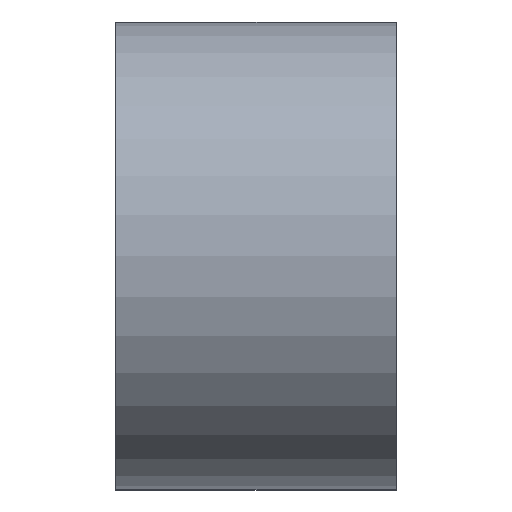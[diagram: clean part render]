
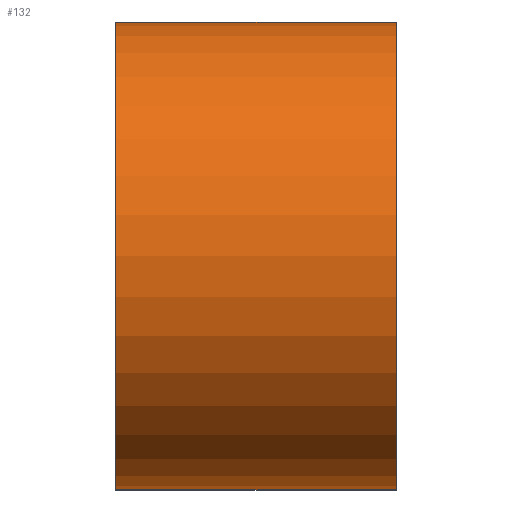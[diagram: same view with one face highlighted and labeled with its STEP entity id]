
A CAD part, left-side view. The second image highlights one B-rep face of the part: STEP entity #132.
In plain terms, the highlighted cylindrical face has radius 2.5 mm (diameter 5 mm), a partial arc.
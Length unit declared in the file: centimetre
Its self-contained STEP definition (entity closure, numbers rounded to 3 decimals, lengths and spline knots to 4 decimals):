
#15 = CARTESIAN_POINT ( 'NONE',  ( -1., 0.15, -0.25 ) ) ;
#23 = VECTOR ( 'NONE', #384, 100. ) ;
#28 = EDGE_CURVE ( 'NONE', #199, #366, #148, .T. ) ;
#40 = DIRECTION ( 'NONE',  ( 0., -1., 0. ) ) ;
#43 = CARTESIAN_POINT ( 'NONE',  ( -1., 0.15, -0.25 ) ) ;
#48 = VERTEX_POINT ( 'NONE', #340 ) ;
#74 = CARTESIAN_POINT ( 'NONE',  ( -1., 0.15, 0.25 ) ) ;
#77 = CARTESIAN_POINT ( 'NONE',  ( -1., -0.15, 0.25 ) ) ;
#88 = ORIENTED_EDGE ( 'NONE', *, *, #28, .F. ) ;
#97 = DIRECTION ( 'NONE',  ( 0., -1., 0. ) ) ;
#105 = VERTEX_POINT ( 'NONE', #43 ) ;
#132 = ADVANCED_FACE ( 'NONE', ( #133 ), #138, .T. ) ;
#133 = FACE_OUTER_BOUND ( 'NONE', #251, .T. ) ;
#138 = CYLINDRICAL_SURFACE ( 'NONE', #295, 0.25 ) ;
#147 = CARTESIAN_POINT ( 'NONE',  ( -1., -0.15, 0. ) ) ;
#148 = LINE ( 'NONE', #242, #23 ) ;
#173 = CIRCLE ( 'NONE', #319, 0.25 ) ;
#176 = CARTESIAN_POINT ( 'NONE',  ( -1., 0.15, 0. ) ) ;
#191 = AXIS2_PLACEMENT_3D ( 'NONE', #147, #256, #378 ) ;
#196 = VECTOR ( 'NONE', #97, 100. ) ;
#199 = VERTEX_POINT ( 'NONE', #74 ) ;
#204 = DIRECTION ( 'NONE',  ( 0., 0., 1. ) ) ;
#223 = ORIENTED_EDGE ( 'NONE', *, *, #269, .F. ) ;
#225 = DIRECTION ( 'NONE',  ( 0., 0., -1. ) ) ;
#240 = EDGE_CURVE ( 'NONE', #105, #48, #370, .T. ) ;
#242 = CARTESIAN_POINT ( 'NONE',  ( -1., 0.15, 0.25 ) ) ;
#251 = EDGE_LOOP ( 'NONE', ( #361, #88, #223, #307 ) ) ;
#256 = DIRECTION ( 'NONE',  ( 0., 1., 0. ) ) ;
#260 = DIRECTION ( 'NONE',  ( 0., 1., 0. ) ) ;
#269 = EDGE_CURVE ( 'NONE', #105, #199, #173, .T. ) ;
#281 = CARTESIAN_POINT ( 'NONE',  ( -1., 0.15, 0. ) ) ;
#295 = AXIS2_PLACEMENT_3D ( 'NONE', #281, #40, #225 ) ;
#307 = ORIENTED_EDGE ( 'NONE', *, *, #240, .T. ) ;
#313 = EDGE_CURVE ( 'NONE', #48, #366, #358, .T. ) ;
#319 = AXIS2_PLACEMENT_3D ( 'NONE', #176, #260, #204 ) ;
#340 = CARTESIAN_POINT ( 'NONE',  ( -1., -0.15, -0.25 ) ) ;
#358 = CIRCLE ( 'NONE', #191, 0.25 ) ;
#361 = ORIENTED_EDGE ( 'NONE', *, *, #313, .T. ) ;
#366 = VERTEX_POINT ( 'NONE', #77 ) ;
#370 = LINE ( 'NONE', #15, #196 ) ;
#378 = DIRECTION ( 'NONE',  ( 0., 0., 1. ) ) ;
#384 = DIRECTION ( 'NONE',  ( 0., -1., 0. ) ) ;
